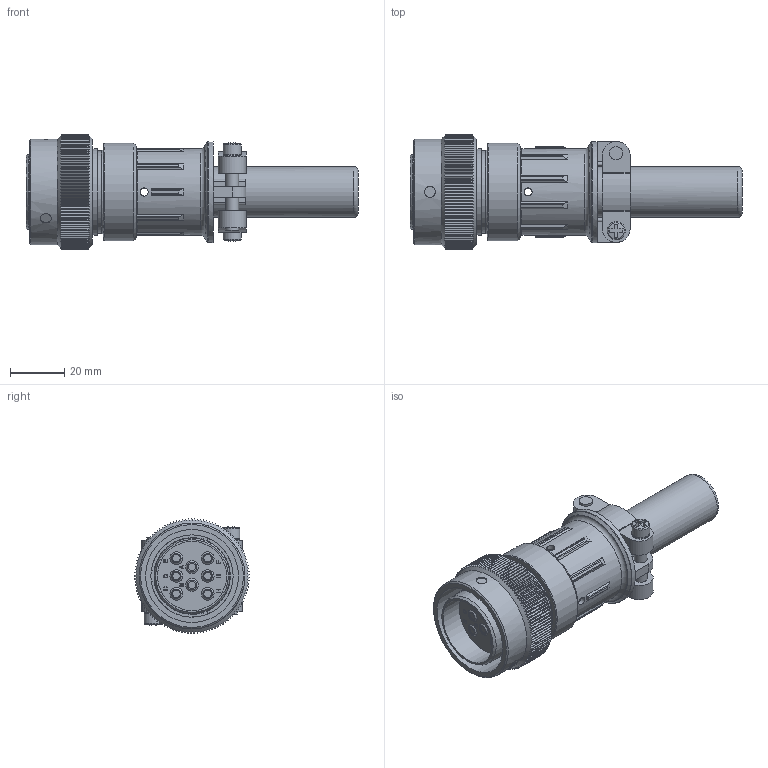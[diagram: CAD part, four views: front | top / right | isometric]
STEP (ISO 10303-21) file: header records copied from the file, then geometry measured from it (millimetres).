
FILE_DESCRIPTION(/* description */ ('STEP AP214'),/* implementation_level */ '2;1');
FILE_NAME(/* name */ 'AHDM06-18-08PR-059',/* time_stamp */ '2023-01-30T08:04:09+01:00',/* author */ ('License CC BY-ND 4.0'),/* organization */ ('CADENAS'),/* preprocessor_version */ 'ST-DEVELOPER v18.102',/* originating_system */ 'PARTsolutions',/* authorisation */ ' ');
FILE_SCHEMA (('AUTOMOTIVE_DESIGN {1 0 10303 214 3 1 1}'));
Length unit declared in the file: millimetre
Products named in the file (3): AHDM06-18-08PR-059; AHDMBS-18-059; ADHM06-18-08PR
Assembly tree (2 placements, depth 2):
  AHDM06-18-08PR-059
    AHDMBS-18-059
    ADHM06-18-08PR
Bounding box: 122.6 x 42.29 x 42.29 mm (x, y, z)
Volume: 64992.6 mm3; surface area: 28443.6 mm2
Topology: 2 solids, 2 shells, 1218 faces, 3357 edges, 2228 vertices
Faces by surface type: plane 630, cylinder 517, torus 37, cone 32, sphere 2
Full cylindrical faces by diameter (mm): 2.8 x8, 3 x4, 4 x3, 4.8 x6, 5.3 x8, 6.475 x2, 6.7 x2, 15.9 x1, 18.7 x1, 24.8 x1, 25.5 x1, 28 x1, 29 x1, 30.16 x1, 30.344 x1, 30.35 x1, 30.376 x1, 32.05 x1, 32.1 x1, 32.6 x1, 34.3 x1, 36 x1, 37.1 x1, 37.3 x1, 39 x1
Entity records: 47517 total; most frequent: CARTESIAN_POINT 9824, ORIENTED_EDGE 6440, DIRECTION 5313, EDGE_CURVE 3220, VERTEX_POINT 2199, AXIS2_PLACEMENT_3D 1893, LINE 1527, VECTOR 1527
